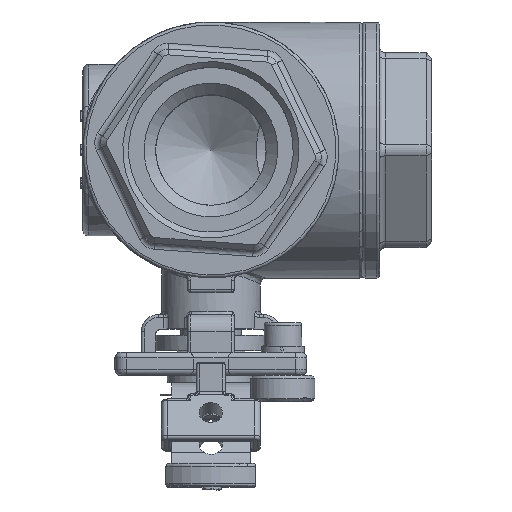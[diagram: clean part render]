
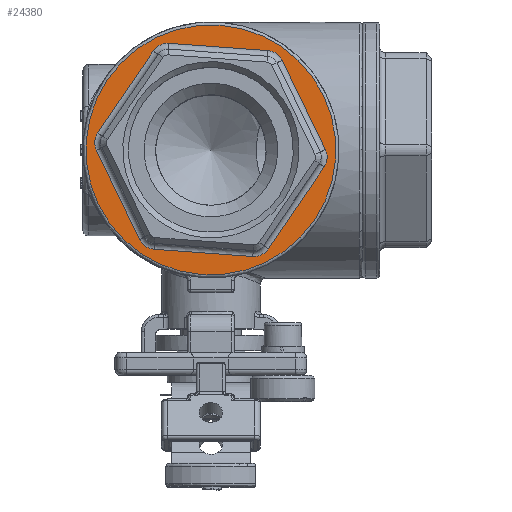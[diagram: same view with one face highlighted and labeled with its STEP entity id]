
A CAD part, top view. The second image highlights one B-rep face of the part: STEP entity #24380.
In plain terms, the highlighted planar face has unit normal (0, 0, 1).
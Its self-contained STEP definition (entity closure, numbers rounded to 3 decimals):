
#2543=LINE('',#40175,#4411);
#2545=LINE('',#40187,#4413);
#2547=LINE('',#40199,#4415);
#2549=LINE('',#40211,#4417);
#2551=LINE('',#40223,#4419);
#2553=LINE('',#40232,#4421);
#4411=VECTOR('',#29102,10.);
#4413=VECTOR('',#29116,10.);
#4415=VECTOR('',#29130,10.);
#4417=VECTOR('',#29144,10.);
#4419=VECTOR('',#29158,10.);
#4421=VECTOR('',#29170,10.);
#5640=FACE_BOUND('',#7879,.T.);
#6413=FACE_OUTER_BOUND('',#7878,.T.);
#7878=EDGE_LOOP('',(#18405));
#7879=EDGE_LOOP('',(#18406,#18407,#18408,#18409,#18410,#18411,#18412,#18413,
#18414,#18415,#18416,#18417));
#8899=CIRCLE('',#25791,6.);
#8902=CIRCLE('',#25796,6.);
#8906=CIRCLE('',#25802,6.);
#8910=CIRCLE('',#25808,6.);
#8914=CIRCLE('',#25814,6.);
#8918=CIRCLE('',#25820,6.);
#8923=CIRCLE('',#25833,43.);
#10373=VERTEX_POINT('',#40163);
#10376=VERTEX_POINT('',#40168);
#10378=VERTEX_POINT('',#40173);
#10380=VERTEX_POINT('',#40179);
#10382=VERTEX_POINT('',#40185);
#10384=VERTEX_POINT('',#40191);
#10386=VERTEX_POINT('',#40197);
#10388=VERTEX_POINT('',#40203);
#10390=VERTEX_POINT('',#40209);
#10392=VERTEX_POINT('',#40215);
#10394=VERTEX_POINT('',#40221);
#10396=VERTEX_POINT('',#40227);
#10404=VERTEX_POINT('',#40261);
#13184=EDGE_CURVE('',#10376,#10373,#8899,.T.);
#13186=EDGE_CURVE('',#10378,#10376,#2543,.T.);
#13189=EDGE_CURVE('',#10380,#10378,#8902,.T.);
#13192=EDGE_CURVE('',#10382,#10380,#2545,.T.);
#13195=EDGE_CURVE('',#10384,#10382,#8906,.T.);
#13198=EDGE_CURVE('',#10386,#10384,#2547,.T.);
#13201=EDGE_CURVE('',#10388,#10386,#8910,.T.);
#13204=EDGE_CURVE('',#10390,#10388,#2549,.T.);
#13207=EDGE_CURVE('',#10392,#10390,#8914,.T.);
#13210=EDGE_CURVE('',#10394,#10392,#2551,.T.);
#13213=EDGE_CURVE('',#10396,#10394,#8918,.T.);
#13215=EDGE_CURVE('',#10373,#10396,#2553,.T.);
#13230=EDGE_CURVE('',#10404,#10404,#8923,.T.);
#18405=ORIENTED_EDGE('',*,*,#13230,.F.);
#18406=ORIENTED_EDGE('',*,*,#13184,.F.);
#18407=ORIENTED_EDGE('',*,*,#13186,.F.);
#18408=ORIENTED_EDGE('',*,*,#13189,.F.);
#18409=ORIENTED_EDGE('',*,*,#13192,.F.);
#18410=ORIENTED_EDGE('',*,*,#13195,.F.);
#18411=ORIENTED_EDGE('',*,*,#13198,.F.);
#18412=ORIENTED_EDGE('',*,*,#13201,.F.);
#18413=ORIENTED_EDGE('',*,*,#13204,.F.);
#18414=ORIENTED_EDGE('',*,*,#13207,.F.);
#18415=ORIENTED_EDGE('',*,*,#13210,.F.);
#18416=ORIENTED_EDGE('',*,*,#13213,.F.);
#18417=ORIENTED_EDGE('',*,*,#13215,.F.);
#22032=PLANE('',#25832);
#24380=ADVANCED_FACE('',(#6413,#5640),#22032,.T.);
#25791=AXIS2_PLACEMENT_3D('',#40170,#29096,#29097);
#25796=AXIS2_PLACEMENT_3D('',#40181,#29108,#29109);
#25802=AXIS2_PLACEMENT_3D('',#40193,#29122,#29123);
#25808=AXIS2_PLACEMENT_3D('',#40205,#29136,#29137);
#25814=AXIS2_PLACEMENT_3D('',#40217,#29150,#29151);
#25820=AXIS2_PLACEMENT_3D('',#40229,#29164,#29165);
#25832=AXIS2_PLACEMENT_3D('',#40260,#29200,#29201);
#25833=AXIS2_PLACEMENT_3D('',#40262,#29202,#29203);
#29096=DIRECTION('center_axis',(0.,0.,
1.));
#29097=DIRECTION('ref_axis',(-0.562,-0.827,0.));
#29102=DIRECTION('',(0.436,-0.9,0.));
#29108=DIRECTION('center_axis',(0.,0.,
1.));
#29109=DIRECTION('ref_axis',(-0.997,0.073,0.));
#29116=DIRECTION('',(-0.562,-0.827,0.));
#29122=DIRECTION('center_axis',(0.,0.,
1.));
#29123=DIRECTION('ref_axis',(-0.436,0.9,0.));
#29130=DIRECTION('',(-0.997,0.073,0.));
#29136=DIRECTION('center_axis',(0.,0.,
1.));
#29137=DIRECTION('ref_axis',(0.562,0.827,0.));
#29144=DIRECTION('',(-0.436,0.9,0.));
#29150=DIRECTION('center_axis',(0.,0.,
1.));
#29151=DIRECTION('ref_axis',(0.997,-0.073,0.));
#29158=DIRECTION('',(0.562,0.827,0.));
#29164=DIRECTION('center_axis',(0.,0.,
1.));
#29165=DIRECTION('ref_axis',(0.436,-0.9,0.));
#29170=DIRECTION('',(0.997,-0.073,0.));
#29200=DIRECTION('center_axis',(0.,0.,
1.));
#29201=DIRECTION('ref_axis',(0.997,-0.073,0.));
#29202=DIRECTION('center_axis',(0.,0.,
-1.));
#29203=DIRECTION('ref_axis',(-0.997,0.073,0.));
#40163=CARTESIAN_POINT('',(-19.567,-34.168,110.));
#40168=CARTESIAN_POINT('',(-24.531,-30.799,110.));
#40170=CARTESIAN_POINT('Origin',(-19.131,-28.184,110.));
#40173=CARTESIAN_POINT('',(-39.374,-0.139,110.));
#40175=CARTESIAN_POINT('',(-35.663,-7.804,110.));
#40179=CARTESIAN_POINT('',(-38.938,5.845,110.));
#40181=CARTESIAN_POINT('Origin',(-33.974,2.476,110.));
#40185=CARTESIAN_POINT('',(-19.807,34.03,110.));
#40187=CARTESIAN_POINT('',(-24.59,26.983,110.));
#40191=CARTESIAN_POINT('',(-14.407,36.644,110.));
#40193=CARTESIAN_POINT('Origin',(-14.843,30.66,110.));
#40197=CARTESIAN_POINT('',(19.567,34.168,110.));
#40199=CARTESIAN_POINT('',(11.073,34.787,110.));
#40203=CARTESIAN_POINT('',(24.531,30.799,110.));
#40205=CARTESIAN_POINT('Origin',(19.131,28.184,110.));
#40209=CARTESIAN_POINT('',(39.374,0.139,110.));
#40211=CARTESIAN_POINT('',(35.663,7.804,110.));
#40215=CARTESIAN_POINT('',(38.938,-5.845,110.));
#40217=CARTESIAN_POINT('Origin',(33.974,-2.476,110.));
#40221=CARTESIAN_POINT('',(19.807,-34.03,110.));
#40223=CARTESIAN_POINT('',(24.59,-26.983,110.));
#40227=CARTESIAN_POINT('',(14.407,-36.644,110.));
#40229=CARTESIAN_POINT('Origin',(14.843,-30.66,110.));
#40232=CARTESIAN_POINT('',(-11.073,-34.787,110.));
#40260=CARTESIAN_POINT('Origin',(0.,0.,
110.));
#40261=CARTESIAN_POINT('',(42.886,-3.125,110.));
#40262=CARTESIAN_POINT('Origin',(0.,0.,
110.));
